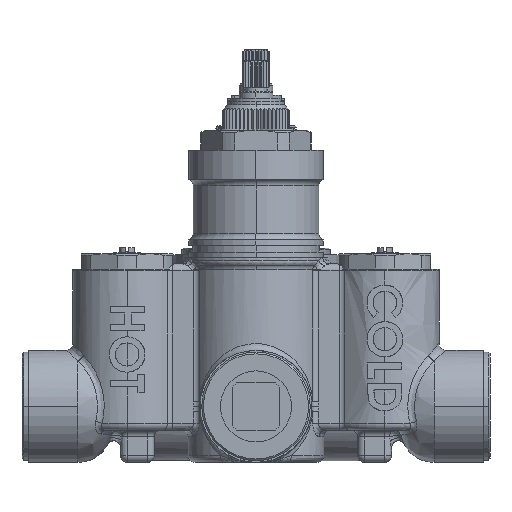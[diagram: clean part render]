
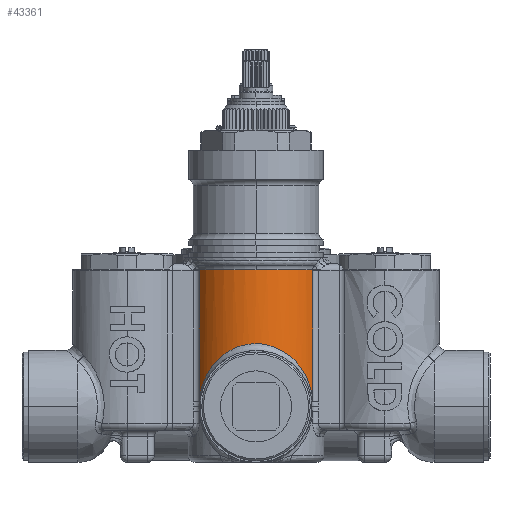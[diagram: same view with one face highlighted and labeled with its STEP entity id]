
A CAD part, front view. The second image highlights one B-rep face of the part: STEP entity #43361.
In plain terms, the highlighted cylindrical face has radius 20 mm (diameter 40 mm), a partial arc.
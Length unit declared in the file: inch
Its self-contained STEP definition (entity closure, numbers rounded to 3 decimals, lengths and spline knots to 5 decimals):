
#741=DIRECTION('',(0.,0.,1.));
#742=VECTOR('',#741,1.51575);
#743=CARTESIAN_POINT('',(-0.65995,-0.42949,
-2.29133));
#744=LINE('',#743,#742);
#3026=CARTESIAN_POINT('',(-0.65995,-0.42949,
-0.77559));
#3027=CARTESIAN_POINT('',(-0.65995,-0.42949,
-0.77205));
#3028=CARTESIAN_POINT('',(-0.66002,-0.42938,
-0.76853));
#3029=CARTESIAN_POINT('',(-0.66016,-0.42917,
-0.76504));
#3031=CARTESIAN_POINT('',(0.,0.,-0.76504));
#3032=DIRECTION('',(0.,0.,1.));
#3033=DIRECTION('',(0.,-1.,0.));
#3034=AXIS2_PLACEMENT_3D('',#3031,#3032,#3033);
#3036=CARTESIAN_POINT('',(0.66016,-0.42917,
-0.76504));
#3037=CARTESIAN_POINT('',(0.66002,-0.42938,
-0.76853));
#3038=CARTESIAN_POINT('',(0.65995,-0.42949,
-0.77205));
#3039=CARTESIAN_POINT('',(0.65995,-0.42949,
-0.77559));
#3041=DIRECTION('',(0.,0.,-1.));
#3042=VECTOR('',#3041,1.51575);
#3043=CARTESIAN_POINT('',(0.65995,-0.42949,
-0.77559));
#3044=LINE('',#3043,#3042);
#3045=CARTESIAN_POINT('',(0.65995,-0.42949,
-2.29133));
#3046=CARTESIAN_POINT('',(0.65816,-0.43225,
-2.26709));
#3047=CARTESIAN_POINT('',(0.65388,-0.43878,
-2.23163));
#3048=CARTESIAN_POINT('',(0.64636,-0.44973,
-2.1916));
#3049=CARTESIAN_POINT('',(0.64135,-0.45682,
-2.16907));
#3050=CARTESIAN_POINT('',(0.63314,-0.46824,
-2.13561));
#3051=CARTESIAN_POINT('',(0.61859,-0.48761,
-2.08784));
#3052=CARTESIAN_POINT('',(0.59471,-0.51657,
-2.028));
#3053=CARTESIAN_POINT('',(0.5735,-0.5398,
-1.98552));
#3054=CARTESIAN_POINT('',(0.55795,-0.55564,
-1.9581));
#3055=CARTESIAN_POINT('',(0.54728,-0.5662,
-1.94017));
#3056=CARTESIAN_POINT('',(0.52776,-0.58472,
-1.90964));
#3057=CARTESIAN_POINT('',(0.49747,-0.61101,
-1.86832));
#3058=CARTESIAN_POINT('',(0.45711,-0.64184,
-1.82215));
#3059=CARTESIAN_POINT('',(0.41991,-0.66654,
-1.78649));
#3060=CARTESIAN_POINT('',(0.38774,-0.68551,
-1.75968));
#3061=CARTESIAN_POINT('',(0.35441,-0.70358,
-1.73446));
#3062=CARTESIAN_POINT('',(0.31044,-0.72444,
-1.70585));
#3063=CARTESIAN_POINT('',(0.26776,-0.74086,
-1.68372));
#3064=CARTESIAN_POINT('',(0.23809,-0.7506,
-1.67069));
#3065=CARTESIAN_POINT('',(0.21814,-0.75671,
-1.66253));
#3066=CARTESIAN_POINT('',(0.18265,-0.76643,
-1.64961));
#3067=CARTESIAN_POINT('',(0.1408,-0.77524,
-1.63799));
#3068=CARTESIAN_POINT('',(0.10299,-0.78077,
-1.63073));
#3069=CARTESIAN_POINT('',(0.08101,-0.78328,
-1.62744));
#3070=CARTESIAN_POINT('',(0.0481,-0.78634,
-1.62344));
#3071=CARTESIAN_POINT('',(-0.00127,-0.78832,
-1.62085));
#3072=CARTESIAN_POINT('',(-0.05061,-0.78618,
-1.62364));
#3073=CARTESIAN_POINT('',(-0.08348,-0.78302,
-1.62778));
#3074=CARTESIAN_POINT('',(-0.10543,-0.78045,
-1.63116));
#3075=CARTESIAN_POINT('',(-0.14321,-0.7748,
-1.63857));
#3076=CARTESIAN_POINT('',(-0.19536,-0.76365,
-1.65328));
#3077=CARTESIAN_POINT('',(-0.24025,-0.75023,
-1.67116));
#3078=CARTESIAN_POINT('',(-0.26942,-0.73993,
-1.68499));
#3079=CARTESIAN_POINT('',(-0.28852,-0.73276,
-1.69465));
#3080=CARTESIAN_POINT('',(-0.32094,-0.7195,
-1.71262));
#3081=CARTESIAN_POINT('',(-0.3646,-0.69868,
-1.7412));
#3082=CARTESIAN_POINT('',(-0.405,-0.67569,
-1.77346));
#3083=CARTESIAN_POINT('',(-0.43168,-0.65863,
-1.79792));
#3084=CARTESIAN_POINT('',(-0.44648,-0.64863,
-1.81246));
#3085=CARTESIAN_POINT('',(-0.46809,-0.63348,
-1.83465));
#3086=CARTESIAN_POINT('',(-0.49835,-0.6103,
-1.86941));
#3087=CARTESIAN_POINT('',(-0.53447,-0.57885,
-1.9189));
#3088=CARTESIAN_POINT('',(-0.56124,-0.55261,
-1.9629));
#3089=CARTESIAN_POINT('',(-0.57827,-0.5345,
-1.99533));
#3090=CARTESIAN_POINT('',(-0.58751,-0.52427,
-2.01436));
#3091=CARTESIAN_POINT('',(-0.6009,-0.50908,
-2.04347));
#3092=CARTESIAN_POINT('',(-0.61882,-0.4873,
-2.08852));
#3093=CARTESIAN_POINT('',(-0.63487,-0.46594,
-2.14137));
#3094=CARTESIAN_POINT('',(-0.64396,-0.45315,
-2.18022));
#3095=CARTESIAN_POINT('',(-0.64851,-0.4466,
-2.20305));
#3096=CARTESIAN_POINT('',(-0.65465,-0.43761,
-2.23787));
#3097=CARTESIAN_POINT('',(-0.65818,-0.43222,
-2.26734));
#3098=CARTESIAN_POINT('',(-0.65995,-0.42949,
-2.29133));
#3100=CARTESIAN_POINT('',(0.,0.,
-0.76504));
#3101=DIRECTION('',(0.,0.,1.));
#3102=DIRECTION('',(-0.838,-0.545,0.));
#3103=AXIS2_PLACEMENT_3D('',#3100,#3101,#3102);
#3110=CARTESIAN_POINT('',(-0.66016,-0.42917,
-0.76504));
#7150=CARTESIAN_POINT('',(0.66016,-0.42917,
-0.76504));
#30716=VERTEX_POINT('',#7150);
#30719=VERTEX_POINT('',#3110);
#30736=CARTESIAN_POINT('',(0.,-0.7874,-0.76504));
#30737=VERTEX_POINT('',#30736);
#31176=CARTESIAN_POINT('',(0.65995,-0.42949,
-0.77559));
#31178=VERTEX_POINT('',#31176);
#31180=CARTESIAN_POINT('',(0.65995,-0.42949,
-2.29133));
#31181=VERTEX_POINT('',#31180);
#31198=CARTESIAN_POINT('',(-0.65995,-0.42949,
-2.29133));
#31199=CARTESIAN_POINT('',(-0.65995,-0.42949,
-0.77559));
#31200=VERTEX_POINT('',#31198);
#31201=VERTEX_POINT('',#31199);
#43344=CARTESIAN_POINT('',(0.,0.,-0.76504));
#43345=DIRECTION('',(0.,0.,-1.));
#43346=DIRECTION('',(0.,1.,0.));
#43347=AXIS2_PLACEMENT_3D('',#43344,#43345,#43346);
#43348=CYLINDRICAL_SURFACE('',#43347,0.7874);
#43349=ORIENTED_EDGE('',*,*,#36710,.T.);
#43350=ORIENTED_EDGE('',*,*,#36739,.T.);
#43352=ORIENTED_EDGE('',*,*,#43351,.T.);
#43354=ORIENTED_EDGE('',*,*,#43353,.T.);
#43355=ORIENTED_EDGE('',*,*,#43334,.T.);
#43356=ORIENTED_EDGE('',*,*,#43312,.T.);
#43358=ORIENTED_EDGE('',*,*,#43357,.T.);
#43359=EDGE_LOOP('',(#43349,#43350,#43352,#43354,#43355,#43356,#43358));
#43360=FACE_OUTER_BOUND('',#43359,.F.);
#43361=ADVANCED_FACE('',(#43360),#43348,.T.);
#3030=B_SPLINE_CURVE_WITH_KNOTS('',3,(#3026,#3027,#3028,#3029),.UNSPECIFIED.,
.F.,.F.,(4,4),(0.,1.),.UNSPECIFIED.);
#3035=CIRCLE('',#3034,0.7874);
#3040=B_SPLINE_CURVE_WITH_KNOTS('',3,(#3036,#3037,#3038,#3039),.UNSPECIFIED.,
.F.,.F.,(4,4),(0.,1.),.UNSPECIFIED.);
#3099=B_SPLINE_CURVE_WITH_KNOTS('',3,(#3045,#3046,#3047,#3048,#3049,#3050,#3051,
#3052,#3053,#3054,#3055,#3056,#3057,#3058,#3059,#3060,#3061,#3062,#3063,#3064,
#3065,#3066,#3067,#3068,#3069,#3070,#3071,#3072,#3073,#3074,#3075,#3076,#3077,
#3078,#3079,#3080,#3081,#3082,#3083,#3084,#3085,#3086,#3087,#3088,#3089,#3090,
#3091,#3092,#3093,#3094,#3095,#3096,#3097,#3098),.UNSPECIFIED.,.F.,.F.,(4,1,1,1,
1,1,1,1,1,1,1,1,1,1,1,1,1,1,1,1,1,1,1,1,1,1,1,1,1,1,1,1,1,1,1,1,1,1,1,1,1,1,1,1,
1,1,1,1,1,1,1,4),(0.,0.03125,0.04688,0.05469,
0.0625,0.09375,0.125,0.15625,
0.16406,0.17188,0.1875,0.21875,
0.25,0.28125,0.29688,0.3125,
0.34375,0.375,0.38281,0.39063,
0.40625,0.4375,0.45312,0.46094,
0.46875,0.5,0.53125,0.53906,
0.54687,0.5625,0.59375,0.625,
0.63281,0.64062,0.65625,0.6875,
0.71875,0.73437,0.74219,0.75,
0.78125,0.8125,0.84375,0.85937,
0.86719,0.875,0.90625,0.9375,
0.95312,0.96094,0.96875,1.),.UNSPECIFIED.);
#3104=CIRCLE('',#3103,0.7874);
#36710=EDGE_CURVE('',#31200,#31201,#744,.T.);
#36739=EDGE_CURVE('',#31201,#30719,#3030,.T.);
#43312=EDGE_CURVE('',#31178,#31181,#3044,.T.);
#43334=EDGE_CURVE('',#30716,#31178,#3040,.T.);
#43351=EDGE_CURVE('',#30719,#30737,#3104,.T.);
#43353=EDGE_CURVE('',#30737,#30716,#3035,.T.);
#43357=EDGE_CURVE('',#31181,#31200,#3099,.T.);
